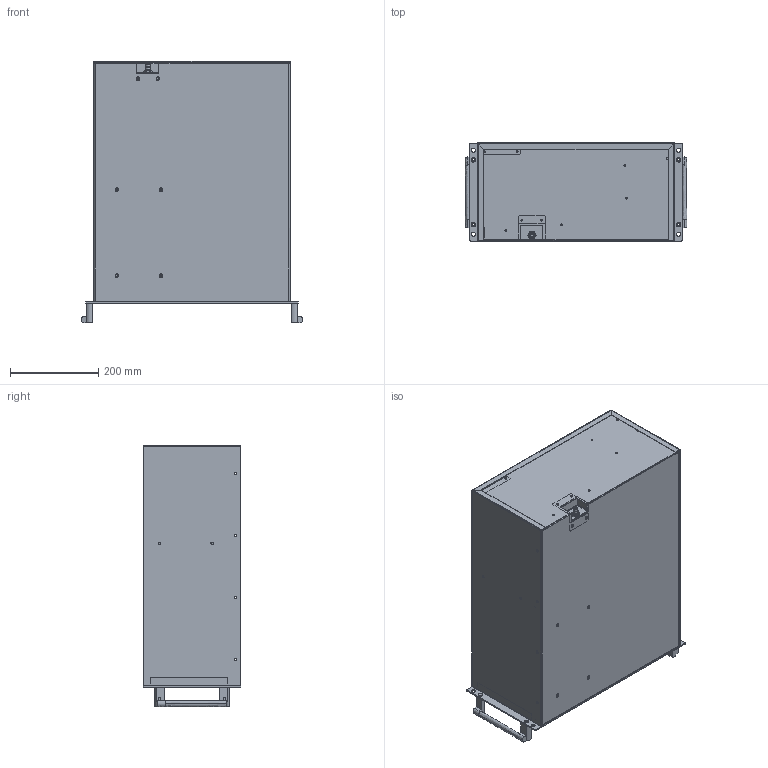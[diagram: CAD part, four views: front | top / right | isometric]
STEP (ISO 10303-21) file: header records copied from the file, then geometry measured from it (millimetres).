
FILE_DESCRIPTION((''),'2;1');
FILE_NAME('KG4533_COMPLETE_ASSEMBLY_ASM_1_ASM','2019-03-18T10:15:14',('briang'),(''),'CREO PARAMETRIC BY PTC INC, 2018260','CREO PARAMETRIC BY PTC INC, 2018260','');
FILE_SCHEMA(('CONFIG_CONTROL_DESIGN'));
Products named in the file (20): KG4533_BASE_1; KG4533_DRAIN_HOOD_1; DRAIN_FITTING_BRBD_BRBD_2_1; WATER_TRAY_DRAIN_BUSH_NUT_1; KG4533_DRAIN_HOOD_ASM_1_ASM; KG4533_BASE_ASM_1_ASM; KG4533_CONTROLLER_BRACKET_1; KG4534SK9526_ELEC_BRACKET_ASM_1_ASM; CAREL_PJEZS0GB00_1; KG4310_CONNECTOR_BRACKET_1; WAGO_723-609_019-000_1; KG-4315_CONNECTOR_BRKT_ASM_1_ASM; KG4533_CONTROLLER_ASSMEBLY_ASM__ASM; KG4533_COVER_1; KG4533_CONTR_INSULATION_1; KG4533_COVER_ASM_1_ASM; KG4533_FRONT_PANEL_1; KNUERR_4HE_HANDLE_1; KG4533_FRONT_PANEL_ASSEMBLY_ASM_ASM; KG4533_COMPLETE_ASSEMBLY_ASM_1_ASM
Assembly tree (20 placements, depth 4):
  KG4533_COMPLETE_ASSEMBLY_ASM_1_ASM
    KG4533_BASE_ASM_1_ASM
      KG4533_BASE_1
      KG4533_DRAIN_HOOD_ASM_1_ASM
        KG4533_DRAIN_HOOD_1
        DRAIN_FITTING_BRBD_BRBD_2_1
        WATER_TRAY_DRAIN_BUSH_NUT_1
    KG4533_CONTROLLER_ASSMEBLY_ASM__ASM
      KG4534SK9526_ELEC_BRACKET_ASM_1_ASM
        KG4533_CONTROLLER_BRACKET_1
      CAREL_PJEZS0GB00_1
      KG-4315_CONNECTOR_BRKT_ASM_1_ASM
        KG4310_CONNECTOR_BRACKET_1
        WAGO_723-609_019-000_1
    KG4533_COVER_ASM_1_ASM
      KG4533_COVER_1
      KG4533_CONTR_INSULATION_1
    KG4533_FRONT_PANEL_ASSEMBLY_ASM_ASM
      KG4533_FRONT_PANEL_1
      KNUERR_4HE_HANDLE_1  x2
Bounding box: 502.5 x 222 x 593.2 mm (x, y, z)
Volume: 1496357.8 mm3; surface area: 2198910.2 mm2
Topology: 13 solids, 13 shells, 2586 faces, 7233 edges, 4742 vertices
Faces by surface type: plane 2119, cylinder 340, cone 58, bspline 45, torus 14, extrusion 10
Entity records: 88637 total; most frequent: CARTESIAN_POINT 21073, ORIENTED_EDGE 14268, DIRECTION 12837, EDGE_CURVE 7134, VECTOR 6153, LINE 6146, VERTEX_POINT 4678, AXIS2_PLACEMENT_3D 3342
